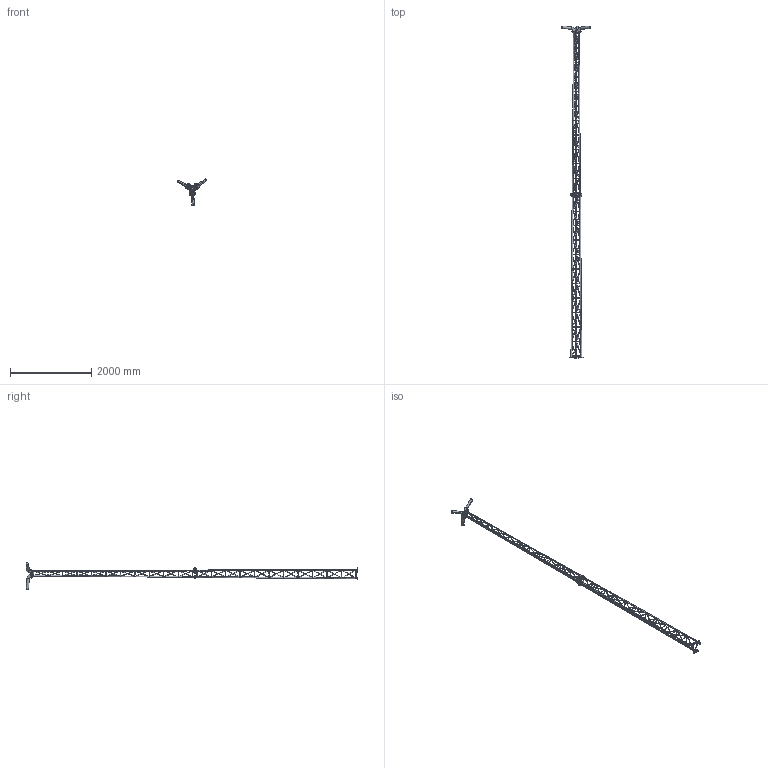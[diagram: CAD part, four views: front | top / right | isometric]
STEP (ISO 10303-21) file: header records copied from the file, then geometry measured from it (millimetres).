
FILE_DESCRIPTION (( 'STEP AP214' ), '1' );
FILE_NAME ('Zlozenie H=8 wieza Zerowatt 3 arms.STEP', '2025-02-21T14:25:45', ( '' ), ( '' ), 'SwSTEP 2.0', 'SolidWorks 2024', '' );
FILE_SCHEMA (( 'AUTOMOTIVE_DESIGN' ));
Length unit declared in the file: millimetre
Products named in the file (11): Nadstawka slup 3 arms; Kolano hamburskie 60,3 - luminary; Zlozenie luminary mount for h8 pole wersja 3 rury; wieza pod oswietlenie H=8m upper; wieza pod oswietlenie H=8m bottom; hex flange nut_din_Hexagon Flange Nut DIN 6923 - M8 - N; Zlozenie H=8 wieza Zerowatt 3 arms; Pierscien dociskowy; high strength hex head bolt_din_DIN 6914 - M20 x 60 x 31-N; socket head cap screw 4762_din_EN ISO 4762 M8 x 30 - 30N; hex nut gradec_din_Hexagon Nut ISO 4034 - M20 - N
Assembly tree (40 placements, depth 3):
  Zlozenie H=8 wieza Zerowatt 3 arms
    wieza pod oswietlenie H=8m bottom
    wieza pod oswietlenie H=8m upper
    Zlozenie luminary mount for h8 pole wersja 3 rury
      Nadstawka slup 3 arms
      Kolano hamburskie 60,3 - luminary  x3
      Pierscien dociskowy  x3
      socket head cap screw 4762_din_EN ISO 4762 M8 x 30 - 30N  x9
      hex flange nut_din_Hexagon Flange Nut DIN 6923 - M8 - N  x9
    high strength hex head bolt_din_DIN 6914 - M20 x 60 x 31-N  x6
    hex nut gradec_din_Hexagon Nut ISO 4034 - M20 - N  x6
Bounding box: 723.11 x 8161.39 x 645.88 mm (x, y, z)
Volume: 14742549.5 mm3; surface area: 3758408.2 mm2
Topology: 190 solids, 190 shells, 1868 faces, 3781 edges, 2317 vertices
Faces by surface type: cylinder 1017, plane 431, cone 288, torus 78, bspline 54
Entity records: 63681 total; most frequent: CARTESIAN_POINT 41411, ORIENTED_EDGE 4046, DIRECTION 3781, EDGE_CURVE 2023, AXIS2_PLACEMENT_3D 1521, VERTEX_POINT 1309, EDGE_LOOP 1160, ADVANCED_FACE 1051
